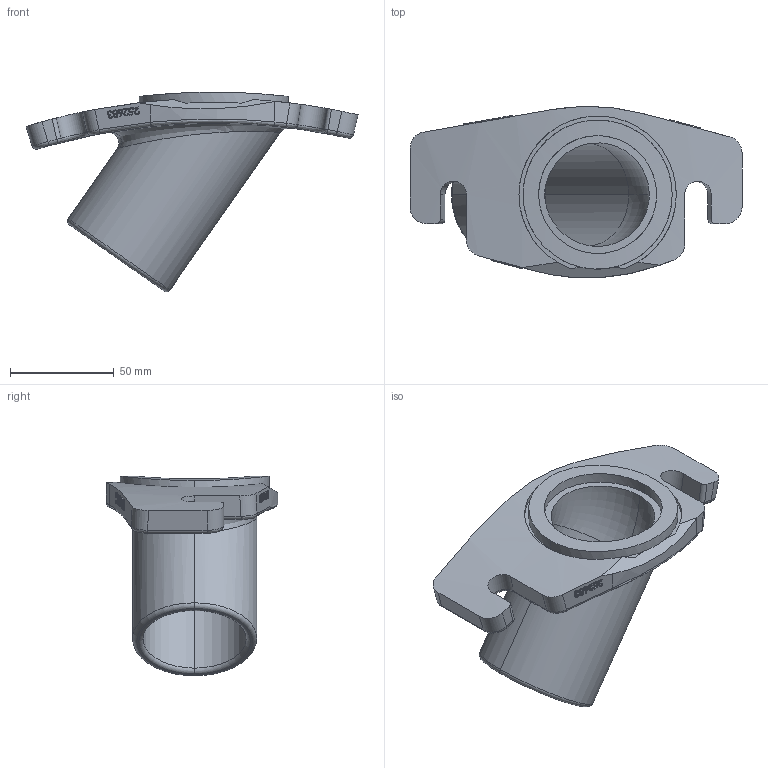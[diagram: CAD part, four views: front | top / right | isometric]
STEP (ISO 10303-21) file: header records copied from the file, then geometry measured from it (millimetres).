
FILE_DESCRIPTION (( 'STEP AP214' ), '1' );
FILE_NAME ('FLGP_252683.STEP', '2012-08-23T12:10:05', ( 'Admin2' ), ( '' ), 'SwSTEP 2.0', 'SolidWorks 2010', '' );
FILE_SCHEMA (( 'AUTOMOTIVE_DESIGN' ));
Length unit declared in the file: millimetre
Products named in the file (1): FLGP_252683
Bounding box: 160.37 x 82.72 x 96.42 mm (x, y, z)
Surface area: 51861.4 mm2 (no closed solid volume)
Topology: 0 solids, 2 shells, 253 faces, 751 edges, 492 vertices
Faces by surface type: plane 110, bspline 100, cylinder 33, torus 8, sphere 2
Entity records: 18953 total; most frequent: CARTESIAN_POINT 10282, ORIENTED_EDGE 1372, DIRECTION 838, EDGE_CURVE 749, VERTEX_POINT 492, LINE 430, VECTOR 430, EDGE_LOOP 277
